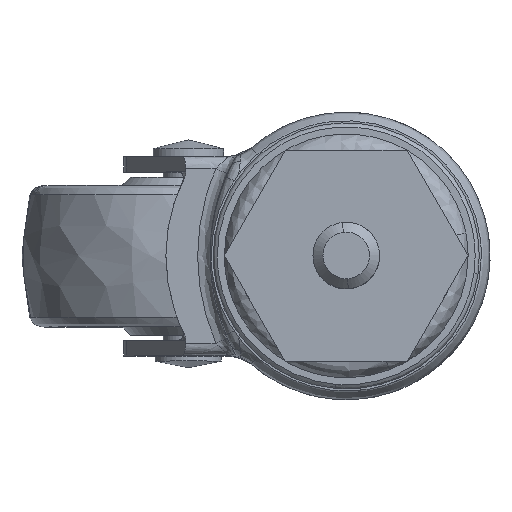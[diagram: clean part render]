
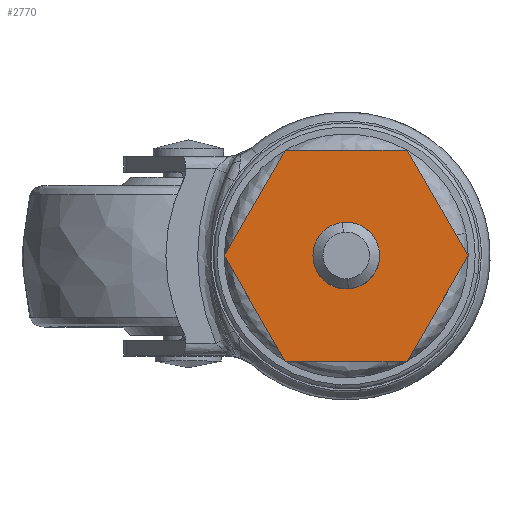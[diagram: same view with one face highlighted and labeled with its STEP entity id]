
A CAD part, top view. The second image highlights one B-rep face of the part: STEP entity #2770.
In plain terms, the highlighted free-form (B-spline) face has degree [1, 1] with [2, 2] control points.
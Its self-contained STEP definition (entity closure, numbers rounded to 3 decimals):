
#1854=CARTESIAN_POINT('',(0.035,4.,2.9));
#1855=VERTEX_POINT('',#1854);
#1861=CARTESIAN_POINT('',(-4.,0.0,2.9));
#1862=VERTEX_POINT('',#1861);
#1863=CARTESIAN_POINT('',(0.035,4.,2.9));
#1864=CARTESIAN_POINT('',(0.017,4.,2.9));
#1865=CARTESIAN_POINT('',(0.0,4.,2.9));
#1866=CARTESIAN_POINT('',(-4.,4.,2.9));
#1867=CARTESIAN_POINT('',(-4.,0.0,2.9));
#1875=(BOUNDED_CURVE()B_SPLINE_CURVE(2,(#1863,#1864,#1865,#1866,#1867),.UNSPECIFIED.,.F.,.U.)B_SPLINE_CURVE_WITH_KNOTS((3,2,3),(0.248,0.25,0.5),.UNSPECIFIED.)CURVE()GEOMETRIC_REPRESENTATION_ITEM()RATIONAL_B_SPLINE_CURVE((0.996,0.998,1.0,0.707,1.0))REPRESENTATION_ITEM(''));
#1876=EDGE_CURVE('',#1855,#1862,#1875,.T.);
#1878=CARTESIAN_POINT('',(4.,0.0,2.9));
#1879=VERTEX_POINT('',#1878);
#1880=CARTESIAN_POINT('',(-4.,0.0,2.9));
#1881=CARTESIAN_POINT('',(-4.,-4.,2.9));
#1882=CARTESIAN_POINT('',(0.0,-4.,2.9));
#1883=CARTESIAN_POINT('',(4.,-4.,2.9));
#1884=CARTESIAN_POINT('',(4.,0.0,2.9));
#1892=(BOUNDED_CURVE()B_SPLINE_CURVE(2,(#1880,#1881,#1882,#1883,#1884),.UNSPECIFIED.,.F.,.U.)B_SPLINE_CURVE_WITH_KNOTS((3,2,3),(0.5,0.75,1.0),.UNSPECIFIED.)CURVE()GEOMETRIC_REPRESENTATION_ITEM()RATIONAL_B_SPLINE_CURVE((1.0,0.707,1.0,0.707,1.0))REPRESENTATION_ITEM(''));
#1893=EDGE_CURVE('',#1862,#1879,#1892,.T.);
#1895=CARTESIAN_POINT('',(3.897,0.902,2.9));
#1896=VERTEX_POINT('',#1895);
#1897=CARTESIAN_POINT('',(4.,0.0,2.9));
#1898=CARTESIAN_POINT('',(4.,0.457,2.9));
#1899=CARTESIAN_POINT('',(3.897,0.902,2.9));
#1907=(BOUNDED_CURVE()B_SPLINE_CURVE(2,(#1897,#1898,#1899),.UNSPECIFIED.,.F.,.U.)B_SPLINE_CURVE_WITH_KNOTS((3,3),(0.0,0.039),.UNSPECIFIED.)CURVE()GEOMETRIC_REPRESENTATION_ITEM()RATIONAL_B_SPLINE_CURVE((1.0,0.955,0.924))REPRESENTATION_ITEM(''));
#1908=EDGE_CURVE('',#1879,#1896,#1907,.T.);
#1946=CARTESIAN_POINT('',(3.897,0.902,2.9));
#1947=CARTESIAN_POINT('',(3.186,3.972,2.9));
#1948=CARTESIAN_POINT('',(0.035,4.,2.9));
#1956=(BOUNDED_CURVE()B_SPLINE_CURVE(2,(#1946,#1947,#1948),.UNSPECIFIED.,.F.,.U.)B_SPLINE_CURVE_WITH_KNOTS((3,3),(0.039,0.248),.UNSPECIFIED.)CURVE()GEOMETRIC_REPRESENTATION_ITEM()RATIONAL_B_SPLINE_CURVE((0.924,0.754,0.996))REPRESENTATION_ITEM(''));
#1957=EDGE_CURVE('',#1896,#1855,#1956,.T.);
#2715=CARTESIAN_POINT('',(-16.125,-13.964,2.9));
#2716=CARTESIAN_POINT('',(16.125,-13.964,2.9));
#2717=CARTESIAN_POINT('',(-16.125,13.964,2.9));
#2718=CARTESIAN_POINT('',(16.125,13.964,2.9));
#2719=B_SPLINE_SURFACE_WITH_KNOTS('',1,1,((#2715,#2717),(#2716,#2718)),.UNSPECIFIED.,.F.,.F.,.U.,(2,2),(2,2),(0.042,0.958),(0.042,0.958),.UNSPECIFIED.);
#2720=CARTESIAN_POINT('',(7.33,12.696,2.9));
#2721=VERTEX_POINT('',#2720);
#2722=CARTESIAN_POINT('',(-7.33,12.696,2.9));
#2723=VERTEX_POINT('',#2722);
#2724=CARTESIAN_POINT('',(7.33,12.696,2.9));
#2725=CARTESIAN_POINT('',(-7.33,12.696,2.9));
#2726=QUASI_UNIFORM_CURVE('',1,(#2724,#2725),.UNSPECIFIED.,.F.,.U.);
#2727=EDGE_CURVE('',#2721,#2723,#2726,.T.);
#2728=ORIENTED_EDGE('',*,*,#2727,.T.);
#2729=CARTESIAN_POINT('',(-14.66,0.0,2.9));
#2730=VERTEX_POINT('',#2729);
#2731=CARTESIAN_POINT('',(-7.33,12.696,2.9));
#2732=CARTESIAN_POINT('',(-14.66,0.0,2.9));
#2733=QUASI_UNIFORM_CURVE('',1,(#2731,#2732),.UNSPECIFIED.,.F.,.U.);
#2734=EDGE_CURVE('',#2723,#2730,#2733,.T.);
#2735=ORIENTED_EDGE('',*,*,#2734,.T.);
#2736=CARTESIAN_POINT('',(-7.33,-12.696,2.9));
#2737=VERTEX_POINT('',#2736);
#2738=CARTESIAN_POINT('',(-14.66,0.0,2.9));
#2739=CARTESIAN_POINT('',(-7.33,-12.696,2.9));
#2740=QUASI_UNIFORM_CURVE('',1,(#2738,#2739),.UNSPECIFIED.,.F.,.U.);
#2741=EDGE_CURVE('',#2730,#2737,#2740,.T.);
#2742=ORIENTED_EDGE('',*,*,#2741,.T.);
#2743=CARTESIAN_POINT('',(7.33,-12.696,2.9));
#2744=VERTEX_POINT('',#2743);
#2745=CARTESIAN_POINT('',(-7.33,-12.696,2.9));
#2746=CARTESIAN_POINT('',(7.33,-12.696,2.9));
#2747=QUASI_UNIFORM_CURVE('',1,(#2745,#2746),.UNSPECIFIED.,.F.,.U.);
#2748=EDGE_CURVE('',#2737,#2744,#2747,.T.);
#2749=ORIENTED_EDGE('',*,*,#2748,.T.);
#2750=CARTESIAN_POINT('',(14.66,0.0,2.9));
#2751=VERTEX_POINT('',#2750);
#2752=CARTESIAN_POINT('',(7.33,-12.696,2.9));
#2753=CARTESIAN_POINT('',(14.66,0.0,2.9));
#2754=QUASI_UNIFORM_CURVE('',1,(#2752,#2753),.UNSPECIFIED.,.F.,.U.);
#2755=EDGE_CURVE('',#2744,#2751,#2754,.T.);
#2756=ORIENTED_EDGE('',*,*,#2755,.T.);
#2757=CARTESIAN_POINT('',(14.66,0.0,2.9));
#2758=CARTESIAN_POINT('',(7.33,12.696,2.9));
#2759=QUASI_UNIFORM_CURVE('',1,(#2757,#2758),.UNSPECIFIED.,.F.,.U.);
#2760=EDGE_CURVE('',#2751,#2721,#2759,.T.);
#2761=ORIENTED_EDGE('',*,*,#2760,.T.);
#2762=EDGE_LOOP('',(#2728,#2735,#2742,#2749,#2756,#2761));
#2763=FACE_OUTER_BOUND('',#2762,.T.);
#2764=ORIENTED_EDGE('',*,*,#1893,.F.);
#2765=ORIENTED_EDGE('',*,*,#1876,.F.);
#2766=ORIENTED_EDGE('',*,*,#1957,.F.);
#2767=ORIENTED_EDGE('',*,*,#1908,.F.);
#2768=EDGE_LOOP('',(#2764,#2765,#2766,#2767));
#2769=FACE_BOUND('',#2768,.T.);
#2770=ADVANCED_FACE('',(#2763,#2769),#2719,.T.);
